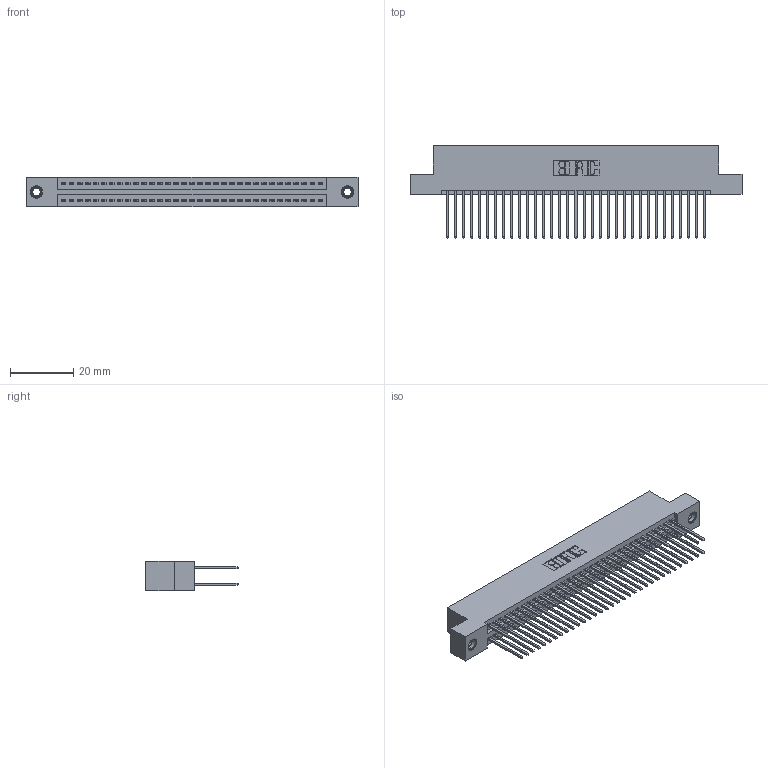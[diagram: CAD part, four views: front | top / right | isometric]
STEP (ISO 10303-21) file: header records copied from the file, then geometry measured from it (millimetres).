
FILE_DESCRIPTION (( 'STEP AP203' ), '1' );
FILE_NAME ('395-066-540-207.STEP', '2019-10-23T20:28:40', ( '' ), ( '' ), 'SwSTEP 2.0', 'SolidWorks 2016', '' );
FILE_SCHEMA (( 'CONFIG_CONTROL_DESIGN' ));
Length unit declared in the file: inch
Products named in the file (4): 345 Part_Flush Mounting Lugs - 0.156 Dia-TI; 345-292-001_345-293-140; 345-250-001_345-250-005-103; 395-066-540-207
Assembly tree (69 placements, depth 2):
  395-066-540-207
    345 Part_Flush Mounting Lugs - 0.156 Dia-TI
    345-292-001_345-293-140  x66
    345-250-001_345-250-005-103  x2
Bounding box: 105.03 x 29.13 x 9.4 mm (x, y, z)
Volume: 10355.8 mm3; surface area: 16321.9 mm2
Topology: 69 solids, 69 shells, 3486 faces, 10311 edges, 6778 vertices
Faces by surface type: plane 2290, cylinder 1180, cone 12, torus 4
Entity records: 28308 total; most frequent: CARTESIAN_POINT 4735, ORIENTED_EDGE 4662, DIRECTION 4213, EDGE_CURVE 2331, VECTOR 2047, LINE 2047, VERTEX_POINT 1548, AXIS2_PLACEMENT_3D 1083
